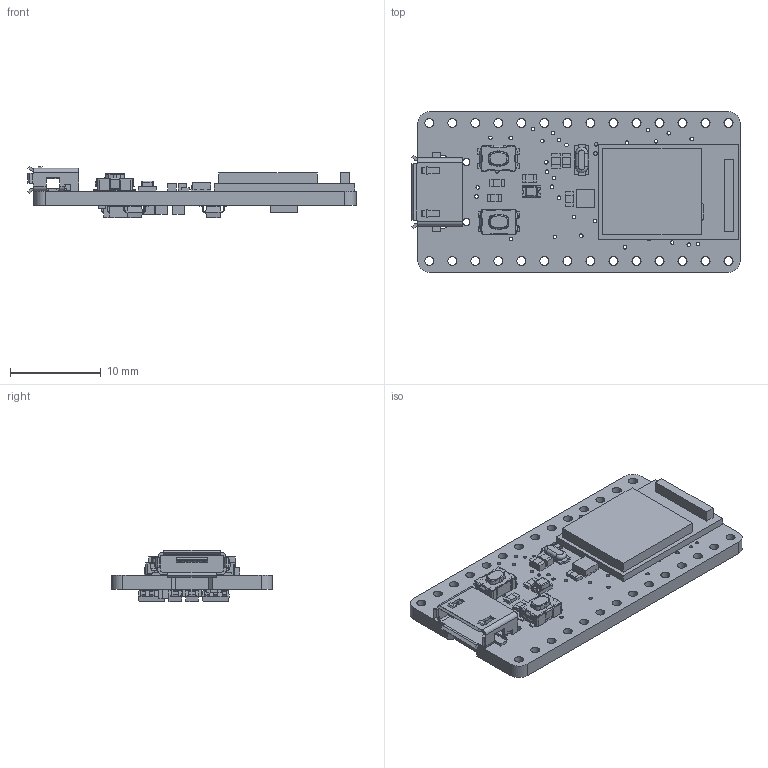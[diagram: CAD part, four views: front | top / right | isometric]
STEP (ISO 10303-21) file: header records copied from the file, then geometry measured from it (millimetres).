
FILE_DESCRIPTION(/* description */ (''),/* implementation_level */ '2;1');
FILE_NAME(/* name */ 'ItsyBitsy nRF52840.step',/* time_stamp */ '2020-01-07T11:39:24-05:00',/* author */ (''),/* organization */ (''),/* preprocessor_version */ 'ST-DEVELOPER v18',/* originating_system */ 'Autodesk Translation Framework v8.12.0.6',/* authorisation */ '');
FILE_SCHEMA (('AUTOMOTIVE_DESIGN { 1 0 10303 214 3 1 1 }'));
Length unit declared in the file: millimetre
Products named in the file (16): ItsyBitsy nRF52840 rev B; PCB Component; Board; KMR2; AP2112(3.3V); 4u20329; MBR120; RED; MDBT50; GD25Q16; 10K; 10uF; AP102-2020; 32.768; 22pF; 74HCT1G125DBV
Assembly tree (25 placements, depth 3):
  ItsyBitsy nRF52840 rev B
    PCB Component
      Board
      KMR2  x2
      AP2112(3.3V)
      4u20329
      MBR120  x2
      RED
      MDBT50
      GD25Q16
      10K  x6
      10uF  x3
      AP102-2020
      32.768
      22pF  x2
      74HCT1G125DBV
Bounding box: 36.22 x 17.78 x 5.74 mm (x, y, z)
Volume: 1322.7 mm3; surface area: 2971.7 mm2
Topology: 40 solids, 40 shells, 1526 faces, 4278 edges, 2782 vertices
Faces by surface type: plane 1080, cylinder 380, bspline 36, torus 14, cone 12, sphere 4
Full cylindrical faces by diameter (mm): 0.3 x1, 0.394 x55, 0.7 x2, 0.8 x2, 1 x28
Entity records: 38828 total; most frequent: CARTESIAN_POINT 7894, ORIENTED_EDGE 6318, DIRECTION 6003, EDGE_CURVE 3159, LINE 2509, VECTOR 2509, VERTEX_POINT 2060, AXIS2_PLACEMENT_3D 1747
